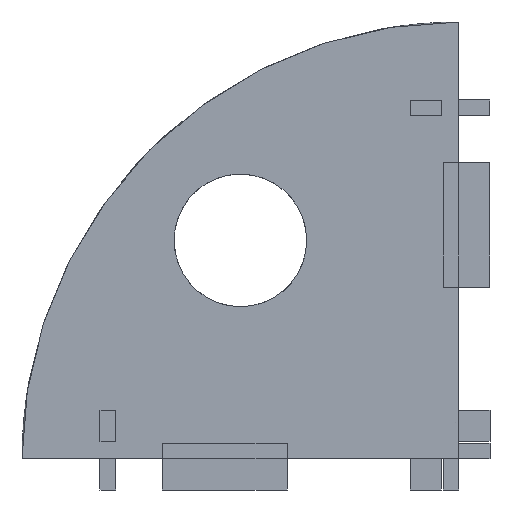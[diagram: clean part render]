
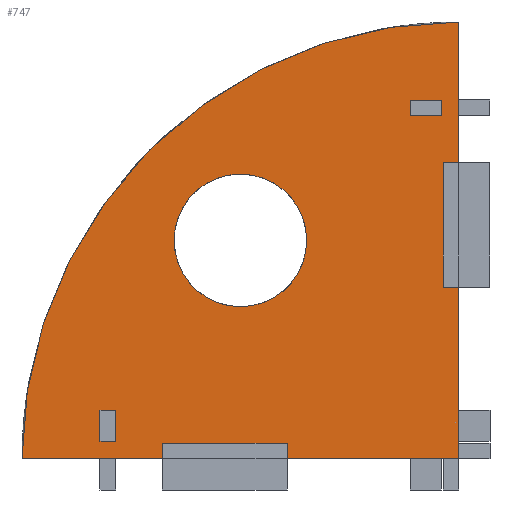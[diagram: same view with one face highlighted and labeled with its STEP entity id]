
A CAD part, front view. The second image highlights one B-rep face of the part: STEP entity #747.
In plain terms, the highlighted planar face has unit normal (0, -1, 0).
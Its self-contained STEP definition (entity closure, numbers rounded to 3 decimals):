
#73=CARTESIAN_POINT('',(-1.0,0.,19.0));
#74=VERTEX_POINT('',#73);
#75=CARTESIAN_POINT('',(0.,0.,19.));
#76=VERTEX_POINT('',#75);
#77=CARTESIAN_POINT('',(-1.,0.0,19.0));
#78=DIRECTION('',(1.0,0.0,0.0));
#79=VECTOR('',#78,1.);
#80=LINE('',#77,#79);
#81=EDGE_CURVE('',#74,#76,#80,.T.);
#113=CARTESIAN_POINT('',(-1.0,0.,11.0));
#114=VERTEX_POINT('',#113);
#115=CARTESIAN_POINT('',(-1.,0.0,11.0));
#116=DIRECTION('',(0.0,0.0,1.0));
#117=VECTOR('',#116,8.0);
#118=LINE('',#115,#117);
#119=EDGE_CURVE('',#114,#74,#118,.T.);
#144=CARTESIAN_POINT('',(0.,0.,11.0));
#145=VERTEX_POINT('',#144);
#146=CARTESIAN_POINT('',(0.,0.0,11.0));
#147=DIRECTION('',(-1.0,0.0,0.0));
#148=VECTOR('',#147,1.);
#149=LINE('',#146,#148);
#150=EDGE_CURVE('',#145,#114,#149,.T.);
#209=CARTESIAN_POINT('',(-1.127,0.,23.));
#210=VERTEX_POINT('',#209);
#211=CARTESIAN_POINT('',(-1.127,0.,22.0));
#212=VERTEX_POINT('',#211);
#213=CARTESIAN_POINT('',(-1.127,0.0,23.));
#214=DIRECTION('',(0.0,0.0,-1.0));
#215=VECTOR('',#214,1.0);
#216=LINE('',#213,#215);
#217=EDGE_CURVE('',#210,#212,#216,.T.);
#249=CARTESIAN_POINT('',(-3.127,0.,23.));
#250=VERTEX_POINT('',#249);
#251=CARTESIAN_POINT('',(-3.127,0.0,23.));
#252=DIRECTION('',(1.0,0.0,0.0));
#253=VECTOR('',#252,2.);
#254=LINE('',#251,#253);
#255=EDGE_CURVE('',#250,#210,#254,.T.);
#280=CARTESIAN_POINT('',(-3.127,0.,22.0));
#281=VERTEX_POINT('',#280);
#282=CARTESIAN_POINT('',(-3.127,0.0,22.));
#283=DIRECTION('',(0.0,0.0,1.0));
#284=VECTOR('',#283,1.0);
#285=LINE('',#282,#284);
#286=EDGE_CURVE('',#281,#250,#285,.T.);
#311=CARTESIAN_POINT('',(-1.127,0.0,22.0));
#312=DIRECTION('',(-1.0,0.0,0.0));
#313=VECTOR('',#312,2.0);
#314=LINE('',#311,#313);
#315=EDGE_CURVE('',#212,#281,#314,.T.);
#345=CARTESIAN_POINT('',(-23.,0.,3.127));
#346=VERTEX_POINT('',#345);
#347=CARTESIAN_POINT('',(-22.0,0.,3.127));
#348=VERTEX_POINT('',#347);
#349=CARTESIAN_POINT('',(-23.,0.0,3.127));
#350=DIRECTION('',(1.0,0.0,0.0));
#351=VECTOR('',#350,1.);
#352=LINE('',#349,#351);
#353=EDGE_CURVE('',#346,#348,#352,.T.);
#385=CARTESIAN_POINT('',(-23.,0.,1.127));
#386=VERTEX_POINT('',#385);
#387=CARTESIAN_POINT('',(-23.,0.0,1.127));
#388=DIRECTION('',(0.0,0.0,1.0));
#389=VECTOR('',#388,2.0);
#390=LINE('',#387,#389);
#391=EDGE_CURVE('',#386,#346,#390,.T.);
#416=CARTESIAN_POINT('',(-22.0,0.,1.127));
#417=VERTEX_POINT('',#416);
#418=CARTESIAN_POINT('',(-22.,0.0,1.127));
#419=DIRECTION('',(-1.0,0.0,0.0));
#420=VECTOR('',#419,1.);
#421=LINE('',#418,#420);
#422=EDGE_CURVE('',#417,#386,#421,.T.);
#447=CARTESIAN_POINT('',(-22.0,0.0,3.127));
#448=DIRECTION('',(0.0,0.0,-1.0));
#449=VECTOR('',#448,2.);
#450=LINE('',#447,#449);
#451=EDGE_CURVE('',#348,#417,#450,.T.);
#481=CARTESIAN_POINT('',(-11.0,0.,0.0));
#482=VERTEX_POINT('',#481);
#483=CARTESIAN_POINT('',(-19.,0.,0.0));
#484=VERTEX_POINT('',#483);
#521=CARTESIAN_POINT('',(-11.0,0.,1.));
#522=VERTEX_POINT('',#521);
#523=CARTESIAN_POINT('',(-11.0,0.0,1.));
#524=DIRECTION('',(0.0,0.0,-1.0));
#525=VECTOR('',#524,1.);
#526=LINE('',#523,#525);
#527=EDGE_CURVE('',#522,#482,#526,.T.);
#552=CARTESIAN_POINT('',(-19.,0.,1.));
#553=VERTEX_POINT('',#552);
#554=CARTESIAN_POINT('',(-19.,0.0,1.));
#555=DIRECTION('',(1.0,0.0,0.0));
#556=VECTOR('',#555,8.);
#557=LINE('',#554,#556);
#558=EDGE_CURVE('',#553,#522,#557,.T.);
#583=CARTESIAN_POINT('',(-19.,0.0,0.0));
#584=DIRECTION('',(0.0,0.0,1.0));
#585=VECTOR('',#584,1.);
#586=LINE('',#583,#585);
#587=EDGE_CURVE('',#484,#553,#586,.T.);
#674=CARTESIAN_POINT('',(-11.013,0.0,11.013));
#675=DIRECTION('',(0.0,-1.0,0.0));
#676=DIRECTION('',(0.0,0.0,-1.0));
#677=AXIS2_PLACEMENT_3D('',#674,#675,#676);
#678=PLANE('',#677);
#679=ORIENTED_EDGE('',*,*,#150,.T.);
#680=ORIENTED_EDGE('',*,*,#119,.T.);
#681=ORIENTED_EDGE('',*,*,#81,.T.);
#682=CARTESIAN_POINT('',(0.0,0.0,28.));
#683=VERTEX_POINT('',#682);
#684=CARTESIAN_POINT('',(0.0,0.0,19.));
#685=DIRECTION('',(0.0,0.0,1.0));
#686=VECTOR('',#685,9.);
#687=LINE('',#684,#686);
#688=EDGE_CURVE('',#76,#683,#687,.T.);
#689=ORIENTED_EDGE('',*,*,#688,.T.);
#690=CARTESIAN_POINT('',(-28.,0.0,0.0));
#691=VERTEX_POINT('',#690);
#692=CARTESIAN_POINT('',(0.0,0.0,0.0));
#693=DIRECTION('',(0.0,-1.0,0.0));
#694=DIRECTION('',(1.0,0.0,0.0));
#695=AXIS2_PLACEMENT_3D('',#692,#693,#694);
#696=CIRCLE('',#695,28.);
#697=EDGE_CURVE('',#683,#691,#696,.T.);
#698=ORIENTED_EDGE('',*,*,#697,.T.);
#699=CARTESIAN_POINT('',(-28.,0.0,0.0));
#700=DIRECTION('',(1.0,0.0,0.0));
#701=VECTOR('',#700,9.);
#702=LINE('',#699,#701);
#703=EDGE_CURVE('',#691,#484,#702,.T.);
#704=ORIENTED_EDGE('',*,*,#703,.T.);
#705=ORIENTED_EDGE('',*,*,#587,.T.);
#706=ORIENTED_EDGE('',*,*,#558,.T.);
#707=ORIENTED_EDGE('',*,*,#527,.T.);
#708=CARTESIAN_POINT('',(0.0,0.0,0.0));
#709=VERTEX_POINT('',#708);
#710=CARTESIAN_POINT('',(-11.0,0.0,0.0));
#711=DIRECTION('',(1.0,0.0,0.0));
#712=VECTOR('',#711,11.0);
#713=LINE('',#710,#712);
#714=EDGE_CURVE('',#482,#709,#713,.T.);
#715=ORIENTED_EDGE('',*,*,#714,.T.);
#716=CARTESIAN_POINT('',(0.0,0.0,0.0));
#717=DIRECTION('',(0.0,0.0,1.0));
#718=VECTOR('',#717,11.0);
#719=LINE('',#716,#718);
#720=EDGE_CURVE('',#709,#145,#719,.T.);
#721=ORIENTED_EDGE('',*,*,#720,.T.);
#722=EDGE_LOOP('',(#679,#680,#681,#689,#698,#704,#705,#706,#707,#715,#721));
#723=FACE_OUTER_BOUND('',#722,.T.);
#724=CARTESIAN_POINT('',(-9.75,0.0,14.));
#725=VERTEX_POINT('',#724);
#726=CARTESIAN_POINT('',(-14.,0.0,14.));
#727=DIRECTION('',(0.0,1.0,0.0));
#728=DIRECTION('',(-1.0,0.0,0.0));
#729=AXIS2_PLACEMENT_3D('',#726,#727,#728);
#730=CIRCLE('',#729,4.25);
#731=EDGE_CURVE('',#725,#725,#730,.T.);
#732=ORIENTED_EDGE('',*,*,#731,.T.);
#733=EDGE_LOOP('',(#732));
#734=FACE_BOUND('',#733,.T.);
#735=ORIENTED_EDGE('',*,*,#353,.T.);
#736=ORIENTED_EDGE('',*,*,#451,.T.);
#737=ORIENTED_EDGE('',*,*,#422,.T.);
#738=ORIENTED_EDGE('',*,*,#391,.T.);
#739=EDGE_LOOP('',(#735,#736,#737,#738));
#740=FACE_BOUND('',#739,.T.);
#741=ORIENTED_EDGE('',*,*,#217,.T.);
#742=ORIENTED_EDGE('',*,*,#315,.T.);
#743=ORIENTED_EDGE('',*,*,#286,.T.);
#744=ORIENTED_EDGE('',*,*,#255,.T.);
#745=EDGE_LOOP('',(#741,#742,#743,#744));
#746=FACE_BOUND('',#745,.T.);
#747=ADVANCED_FACE('',(#723,#734,#740,#746),#678,.T.);
